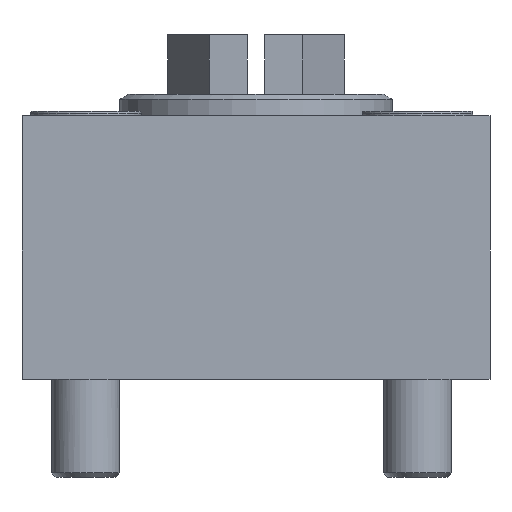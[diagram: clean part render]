
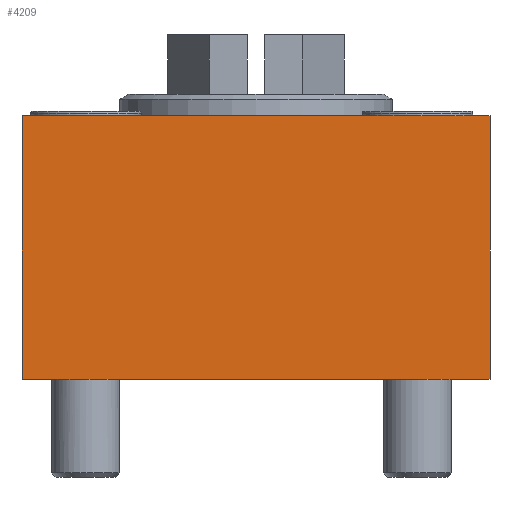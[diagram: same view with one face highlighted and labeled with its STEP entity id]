
A CAD part, left-side view. The second image highlights one B-rep face of the part: STEP entity #4209.
In plain terms, the highlighted planar face has unit normal (-1, 0, 0).
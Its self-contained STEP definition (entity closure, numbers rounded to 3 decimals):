
#141=PLANE('',#4467);
#309=LINE('',#6258,#587);
#314=LINE('',#6270,#592);
#319=LINE('',#6279,#597);
#320=LINE('',#6281,#598);
#587=VECTOR('',#4882,1000.);
#592=VECTOR('',#4889,1000.);
#597=VECTOR('',#4898,1000.);
#598=VECTOR('',#4901,1000.);
#990=ORIENTED_EDGE('',*,*,#1722,.T.);
#991=ORIENTED_EDGE('',*,*,#1721,.F.);
#992=ORIENTED_EDGE('',*,*,#1711,.F.);
#993=ORIENTED_EDGE('',*,*,#1716,.T.);
#1711=EDGE_CURVE('',#2085,#2086,#309,.T.);
#1716=EDGE_CURVE('',#2085,#2090,#314,.T.);
#1721=EDGE_CURVE('',#2086,#2092,#319,.T.);
#1722=EDGE_CURVE('',#2090,#2092,#320,.T.);
#2085=VERTEX_POINT('',#6259);
#2086=VERTEX_POINT('',#6260);
#2090=VERTEX_POINT('',#6269);
#2092=VERTEX_POINT('',#6278);
#2453=EDGE_LOOP('',(#990,#991,#992,#993));
#2735=FACE_BOUND('',#2453,.T.);
#4209=ADVANCED_FACE('',(#2735),#141,.F.);
#4467=AXIS2_PLACEMENT_3D('',#6280,#4899,#4900);
#4882=DIRECTION('',(0.,1.,0.));
#4889=DIRECTION('',(0.,0.,1.));
#4898=DIRECTION('',(0.,0.,1.));
#4899=DIRECTION('',(1.,0.,0.));
#4900=DIRECTION('',(0.,0.,-1.));
#4901=DIRECTION('',(0.,1.,0.));
#6258=CARTESIAN_POINT('',(0.,0.,-31.));
#6259=CARTESIAN_POINT('',(0.,0.,-31.));
#6260=CARTESIAN_POINT('',(0.,55.,-31.));
#6269=CARTESIAN_POINT('',(0.,0.,0.));
#6270=CARTESIAN_POINT('',(0.,0.,-31.));
#6278=CARTESIAN_POINT('',(0.,55.,0.));
#6279=CARTESIAN_POINT('',(0.,55.,-31.));
#6280=CARTESIAN_POINT('',(0.,0.,-31.));
#6281=CARTESIAN_POINT('',(0.,0.,0.));
